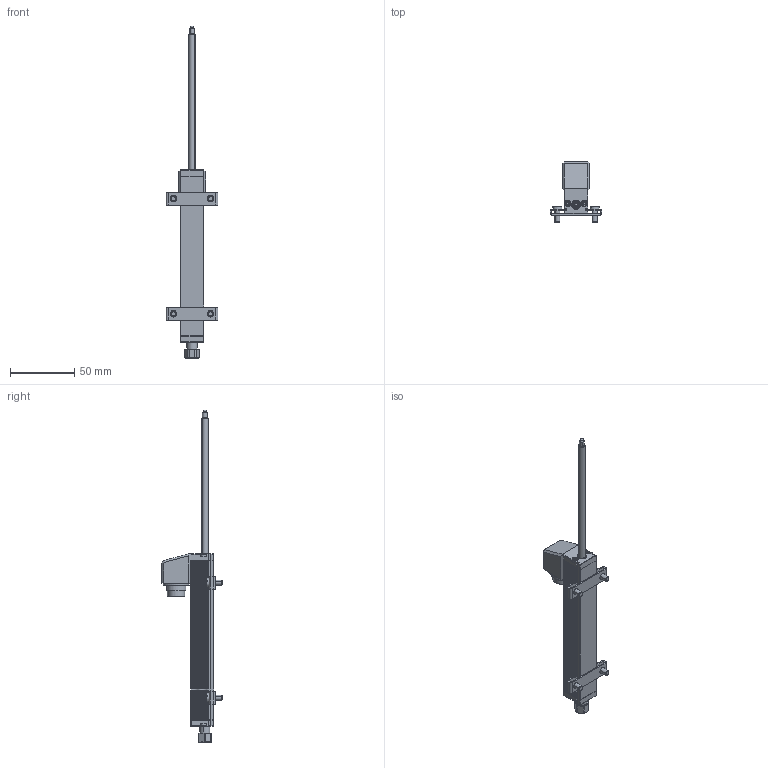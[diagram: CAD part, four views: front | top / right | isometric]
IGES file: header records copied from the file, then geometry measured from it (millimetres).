
Start section: SolidWorks IGES file using analytic representation for surfaces
Global section: file name: TRS_075.IGS; native system: SolidWorks 2008; preprocessor: SolidWorks 2008; author: salzinger; date: 081105.132243; units: millimetre
Bounding box: 40.19 x 47.19 x 258.4 mm (x, y, z)
Surface area: 29744 mm2 (no closed solid volume)
Topology: 0 solids, 0 shells, 991 faces, 10918 edges, 10890 vertices
Faces by surface type: revolution 574, bspline 417
